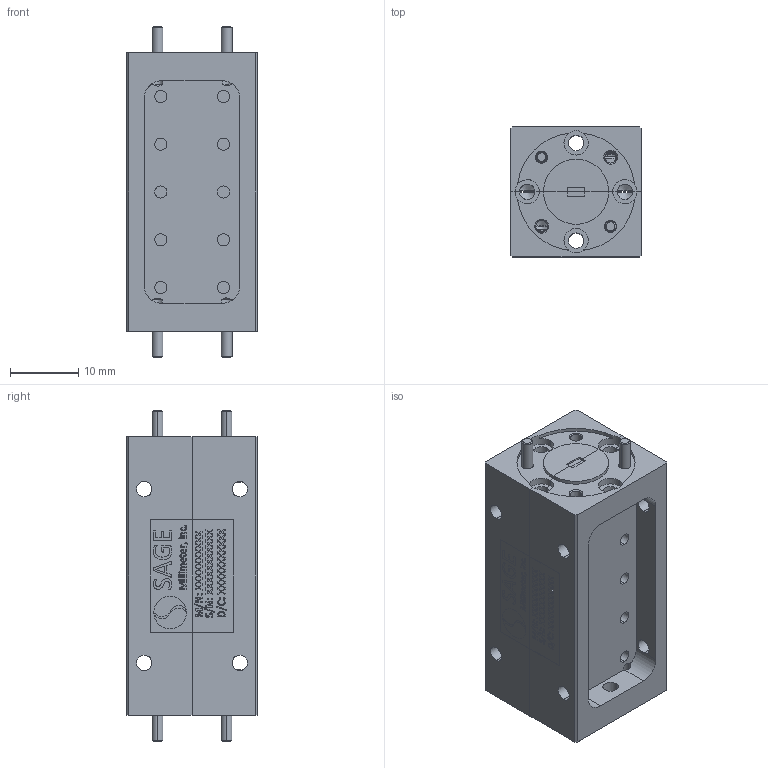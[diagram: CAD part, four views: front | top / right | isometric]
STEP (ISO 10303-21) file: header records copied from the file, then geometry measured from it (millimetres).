
FILE_DESCRIPTION (( 'STEP AP203' ), '1' );
FILE_NAME ('DMWF-10-141-LA1, DF.STEP', '2019-10-16T22:29:18', ( '' ), ( '' ), 'SwSTEP 2.0', 'SolidWorks 2016', '' );
FILE_SCHEMA (( 'CONFIG_CONTROL_DESIGN' ));
Products named in the file (1): DMWF-10-141-LA1, DF
Bounding box: 19.08 x 19.05 x 48.39 mm (x, y, z)
Volume: 10165.4 mm3; surface area: 8323 mm2
Topology: 17 solids, 17 shells, 1552 faces, 4095 edges, 2656 vertices
Faces by surface type: plane 667, bspline 519, cylinder 202, cone 164
Entity records: 67390 total; most frequent: CARTESIAN_POINT 32195, ORIENTED_EDGE 8174, DIRECTION 5579, EDGE_CURVE 4087, VERTEX_POINT 2656, VECTOR 2331, LINE 2331, EDGE_LOOP 1719
